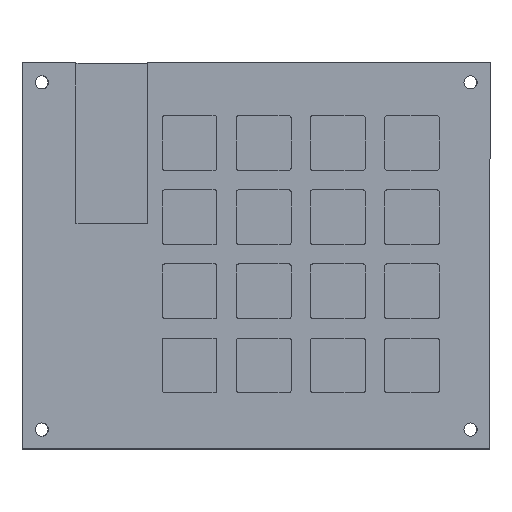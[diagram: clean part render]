
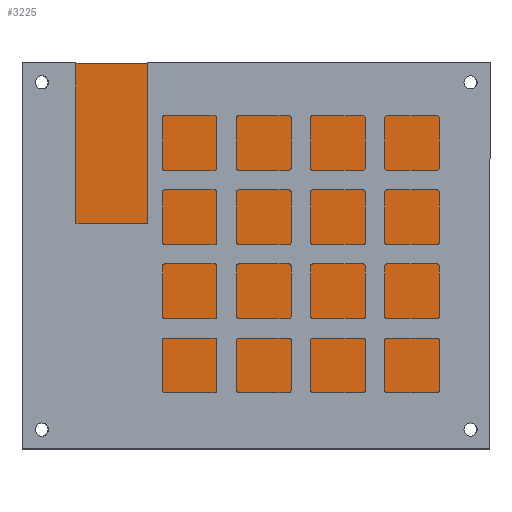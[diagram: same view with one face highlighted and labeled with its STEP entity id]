
A CAD part, top view. The second image highlights one B-rep face of the part: STEP entity #3225.
In plain terms, the highlighted planar face has unit normal (0, 0, 1).
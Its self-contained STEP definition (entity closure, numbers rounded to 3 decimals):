
#93=PLANE('',#3448);
#193=FACE_OUTER_BOUND('',#365,.T.);
#365=EDGE_LOOP('',(#2235,#2236,#2237,#2238,#2239,#2240,#2241,#2242));
#574=LINE('',#4783,#902);
#575=LINE('',#4786,#903);
#578=LINE('',#4792,#906);
#590=LINE('',#4816,#918);
#591=LINE('',#4819,#919);
#592=LINE('',#4821,#920);
#593=LINE('',#4823,#921);
#594=LINE('',#4824,#922);
#902=VECTOR('',#3813,10.);
#903=VECTOR('',#3816,10.);
#906=VECTOR('',#3821,10.);
#918=VECTOR('',#3839,10.);
#919=VECTOR('',#3842,10.);
#920=VECTOR('',#3843,10.);
#921=VECTOR('',#3844,10.);
#922=VECTOR('',#3845,10.);
#1387=VERTEX_POINT('',#4776);
#1390=VERTEX_POINT('',#4781);
#1391=VERTEX_POINT('',#4785);
#1393=VERTEX_POINT('',#4791);
#1402=VERTEX_POINT('',#4814);
#1403=VERTEX_POINT('',#4818);
#1404=VERTEX_POINT('',#4820);
#1405=VERTEX_POINT('',#4822);
#1718=EDGE_CURVE('',#1390,#1387,#574,.T.);
#1719=EDGE_CURVE('',#1391,#1390,#575,.T.);
#1722=EDGE_CURVE('',#1393,#1391,#578,.T.);
#1734=EDGE_CURVE('',#1402,#1393,#590,.T.);
#1735=EDGE_CURVE('',#1403,#1402,#591,.T.);
#1736=EDGE_CURVE('',#1404,#1403,#592,.T.);
#1737=EDGE_CURVE('',#1404,#1405,#593,.T.);
#1738=EDGE_CURVE('',#1387,#1405,#594,.T.);
#2235=ORIENTED_EDGE('',*,*,#1718,.F.);
#2236=ORIENTED_EDGE('',*,*,#1719,.F.);
#2237=ORIENTED_EDGE('',*,*,#1722,.F.);
#2238=ORIENTED_EDGE('',*,*,#1734,.F.);
#2239=ORIENTED_EDGE('',*,*,#1735,.F.);
#2240=ORIENTED_EDGE('',*,*,#1736,.F.);
#2241=ORIENTED_EDGE('',*,*,#1737,.T.);
#2242=ORIENTED_EDGE('',*,*,#1738,.F.);
#3225=ADVANCED_FACE('',(#193),#93,.T.);
#3448=AXIS2_PLACEMENT_3D('',#4817,#3840,#3841);
#3813=DIRECTION('',(1.,0.,0.));
#3816=DIRECTION('',(0.,1.,0.));
#3821=DIRECTION('',(-1.,0.,0.));
#3839=DIRECTION('',(0.,-1.,0.));
#3840=DIRECTION('center_axis',(0.,0.,1.));
#3841=DIRECTION('ref_axis',(1.,0.,0.));
#3842=DIRECTION('',(1.,0.,0.));
#3843=DIRECTION('',(0.,-1.,0.));
#3844=DIRECTION('',(-1.,0.,0.));
#3845=DIRECTION('',(0.,1.,0.));
#4776=CARTESIAN_POINT('',(-67.086,36.547,3.));
#4781=CARTESIAN_POINT('',(-70.466,36.547,3.));
#4783=CARTESIAN_POINT('',(-45.661,36.547,3.));
#4785=CARTESIAN_POINT('',(-70.466,-41.713,3.));
#4786=CARTESIAN_POINT('',(-70.466,-22.148,3.));
#4791=CARTESIAN_POINT('',(28.754,-41.713,3.));
#4792=CARTESIAN_POINT('',(3.949,-41.713,3.));
#4814=CARTESIAN_POINT('',(28.754,36.547,3.));
#4816=CARTESIAN_POINT('',(28.754,16.982,3.));
#4817=CARTESIAN_POINT('Origin',(-20.856,-2.583,3.));
#4818=CARTESIAN_POINT('',(-48.586,36.547,3.));
#4819=CARTESIAN_POINT('',(-45.661,36.547,3.));
#4820=CARTESIAN_POINT('',(-48.586,47.047,3.));
#4821=CARTESIAN_POINT('',(-48.586,16.816,3.));
#4822=CARTESIAN_POINT('',(-67.086,47.047,3.));
#4823=CARTESIAN_POINT('',(-20.856,47.047,3.));
#4824=CARTESIAN_POINT('',(-67.086,17.482,3.));
